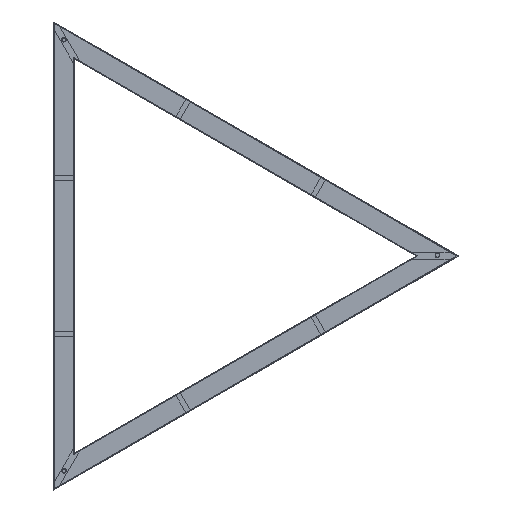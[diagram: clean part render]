
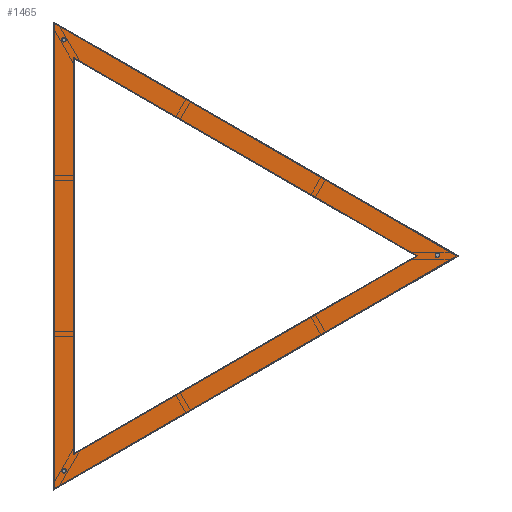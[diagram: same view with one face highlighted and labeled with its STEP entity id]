
A CAD part, top view. The second image highlights one B-rep face of the part: STEP entity #1465.
In plain terms, the highlighted face is planar.
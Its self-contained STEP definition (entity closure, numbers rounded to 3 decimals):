
#82=FACE_BOUND('',#281,.T.);
#83=FACE_BOUND('',#282,.T.);
#84=FACE_BOUND('',#283,.T.);
#85=FACE_BOUND('',#284,.T.);
#118=PLANE('',#1640);
#188=FACE_OUTER_BOUND('',#280,.T.);
#280=EDGE_LOOP('',(#1129,#1130,#1131));
#281=EDGE_LOOP('',(#1132));
#282=EDGE_LOOP('',(#1133));
#283=EDGE_LOOP('',(#1134));
#284=EDGE_LOOP('',(#1135,#1136,#1137));
#405=LINE('',#2274,#568);
#406=LINE('',#2278,#569);
#407=LINE('',#2281,#570);
#420=LINE('',#2310,#583);
#421=LINE('',#2312,#584);
#422=LINE('',#2313,#585);
#568=VECTOR('',#1832,10.);
#569=VECTOR('',#1837,10.);
#570=VECTOR('',#1842,10.);
#583=VECTOR('',#1859,10.);
#584=VECTOR('',#1860,10.);
#585=VECTOR('',#1861,10.);
#689=CIRCLE('',#1613,1.5);
#691=CIRCLE('',#1617,1.5);
#693=CIRCLE('',#1621,1.5);
#711=VERTEX_POINT('',#2166);
#713=VERTEX_POINT('',#2173);
#715=VERTEX_POINT('',#2180);
#753=VERTEX_POINT('',#2271);
#754=VERTEX_POINT('',#2273);
#755=VERTEX_POINT('',#2277);
#768=VERTEX_POINT('',#2308);
#769=VERTEX_POINT('',#2309);
#770=VERTEX_POINT('',#2311);
#839=EDGE_CURVE('',#711,#711,#689,.T.);
#842=EDGE_CURVE('',#713,#713,#691,.T.);
#845=EDGE_CURVE('',#715,#715,#693,.T.);
#891=EDGE_CURVE('',#753,#754,#405,.T.);
#893=EDGE_CURVE('',#754,#755,#406,.T.);
#895=EDGE_CURVE('',#755,#753,#407,.T.);
#908=EDGE_CURVE('',#768,#769,#420,.T.);
#909=EDGE_CURVE('',#770,#768,#421,.T.);
#910=EDGE_CURVE('',#769,#770,#422,.T.);
#1129=ORIENTED_EDGE('',*,*,#891,.F.);
#1130=ORIENTED_EDGE('',*,*,#895,.F.);
#1131=ORIENTED_EDGE('',*,*,#893,.F.);
#1132=ORIENTED_EDGE('',*,*,#839,.T.);
#1133=ORIENTED_EDGE('',*,*,#842,.T.);
#1134=ORIENTED_EDGE('',*,*,#845,.T.);
#1135=ORIENTED_EDGE('',*,*,#908,.F.);
#1136=ORIENTED_EDGE('',*,*,#909,.F.);
#1137=ORIENTED_EDGE('',*,*,#910,.F.);
#1465=ADVANCED_FACE('',(#188,#82,#83,#84,#85),#118,.F.);
#1613=AXIS2_PLACEMENT_3D('',#2167,#1746,#1747);
#1617=AXIS2_PLACEMENT_3D('',#2174,#1755,#1756);
#1621=AXIS2_PLACEMENT_3D('',#2181,#1764,#1765);
#1640=AXIS2_PLACEMENT_3D('',#2307,#1857,#1858);
#1746=DIRECTION('center_axis',(0.,0.,1.));
#1747=DIRECTION('ref_axis',(0.5,-0.866,0.));
#1755=DIRECTION('center_axis',(0.,0.,1.));
#1756=DIRECTION('ref_axis',(0.5,0.866,0.));
#1764=DIRECTION('center_axis',(0.,0.,1.));
#1765=DIRECTION('ref_axis',(-1.,0.,0.));
#1832=DIRECTION('',(-0.866,0.5,0.));
#1837=DIRECTION('',(0.,-1.,0.));
#1842=DIRECTION('',(0.866,0.5,0.));
#1857=DIRECTION('center_axis',(0.,0.,1.));
#1858=DIRECTION('ref_axis',(1.,0.,0.));
#1859=DIRECTION('',(0.,1.,0.));
#1860=DIRECTION('',(-0.866,-0.5,0.));
#1861=DIRECTION('',(0.866,-0.5,0.));
#2166=CARTESIAN_POINT('',(-293.293,507.998,0.));
#2167=CARTESIAN_POINT('Origin',(-292.543,506.699,0.));
#2173=CARTESIAN_POINT('',(-293.293,-507.998,0.));
#2174=CARTESIAN_POINT('Origin',(-292.543,-506.699,0.));
#2180=CARTESIAN_POINT('',(586.585,0.,0.));
#2181=CARTESIAN_POINT('Origin',(585.085,0.,0.));
#2271=CARTESIAN_POINT('',(633.585,0.,0.));
#2273=CARTESIAN_POINT('',(-316.793,548.701,0.));
#2274=CARTESIAN_POINT('',(396.553,136.85,0.));
#2277=CARTESIAN_POINT('',(-316.793,-548.701,0.));
#2278=CARTESIAN_POINT('',(-316.793,402.517,0.));
#2281=CARTESIAN_POINT('',(30.672,-348.092,0.));
#2307=CARTESIAN_POINT('Origin',(147.244,255.033,0.));
#2308=CARTESIAN_POINT('',(-268.293,-464.696,0.));
#2309=CARTESIAN_POINT('',(-268.293,464.696,0.));
#2310=CARTESIAN_POINT('',(-268.293,-104.182,0.));
#2311=CARTESIAN_POINT('',(536.585,0.,0.));
#2312=CARTESIAN_POINT('',(445.236,-52.741,0.));
#2313=CARTESIAN_POINT('',(-66.511,348.198,0.));
